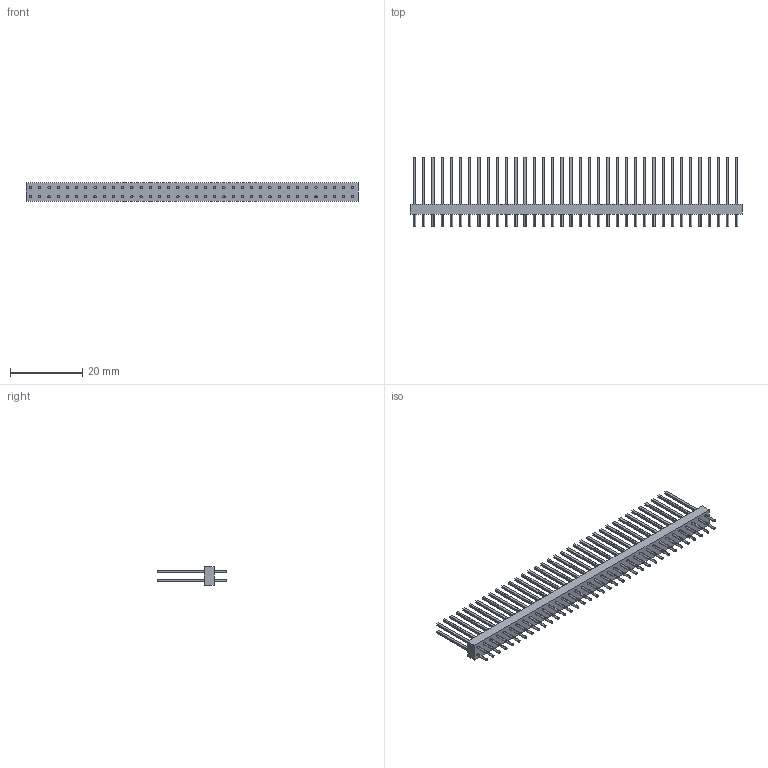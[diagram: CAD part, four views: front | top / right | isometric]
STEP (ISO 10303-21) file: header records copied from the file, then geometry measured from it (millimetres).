
FILE_DESCRIPTION (( 'STEP AP214' ), '1' );
FILE_NAME ('24685~0.STEP', '2019-07-16T12:10:16', ( '' ), ( '' ), 'SwSTEP 2.0', 'SolidWorks 2018', '' );
FILE_SCHEMA (( 'AUTOMOTIVE_DESIGN' ));
Length unit declared in the file: millimetre
Products named in the file (1): 24685~0
Bounding box: 91.6 x 19.2 x 5 mm (x, y, z)
Volume: 1686.7 mm3; surface area: 4295.1 mm2
Topology: 1 solids, 1 shells, 582 faces, 1308 edges, 872 vertices
Faces by surface type: plane 438, cylinder 144
Entity records: 16350 total; most frequent: CARTESIAN_POINT 2763, DIRECTION 2762, ORIENTED_EDGE 2616, EDGE_CURVE 1308, LINE 1020, VECTOR 1020, VERTEX_POINT 872, AXIS2_PLACEMENT_3D 871
